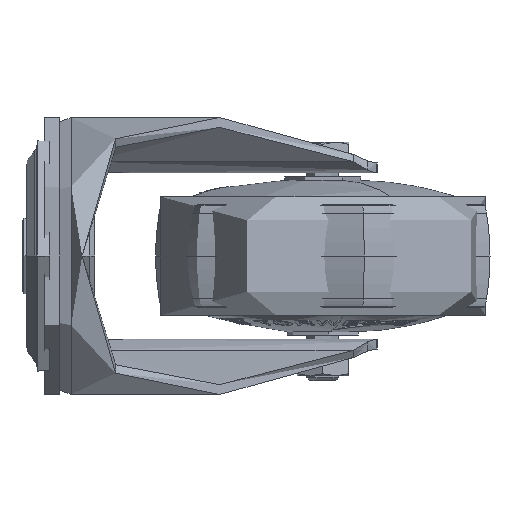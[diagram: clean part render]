
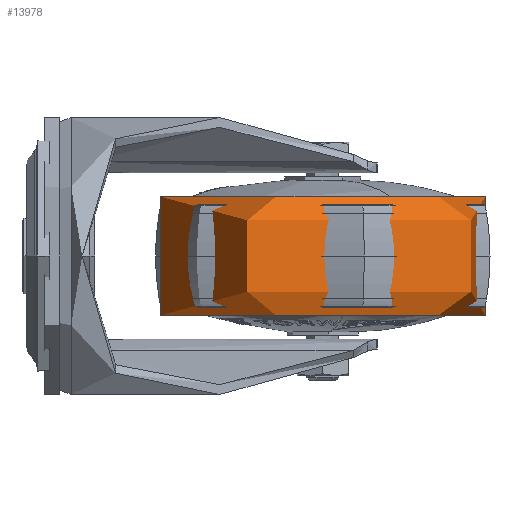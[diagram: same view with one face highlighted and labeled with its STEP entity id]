
A CAD part, left-side view. The second image highlights one B-rep face of the part: STEP entity #13978.
In plain terms, the highlighted free-form (B-spline) face has degree [3, 3] with [4, 4] control points.
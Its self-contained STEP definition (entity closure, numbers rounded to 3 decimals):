
#327 = ORIENTED_EDGE ( 'NONE', *, *, #43382, .F. ) ;
#831 = ORIENTED_EDGE ( 'NONE', *, *, #23234, .T. ) ;
#3536 = CARTESIAN_POINT ( 'NONE',  ( -54.11, -55.001, 15. ) ) ;
#4197 =( BOUNDED_CURVE ( )  B_SPLINE_CURVE ( 3, ( #9456, #38497, #8498, #23457 ),
 .UNSPECIFIED., .F., .F. ) 
 B_SPLINE_CURVE_WITH_KNOTS ( ( 4, 4 ),
 ( 0., 3.142 ),
 .UNSPECIFIED. ) 
 CURVE ( )  GEOMETRIC_REPRESENTATION_ITEM ( )  RATIONAL_B_SPLINE_CURVE ( ( 1., 0.333, 0.333, 1. ) ) 
 REPRESENTATION_ITEM ( '' )  );
#4258 = CARTESIAN_POINT ( 'NONE',  ( -60.504, -159.5, 15. ) ) ;
#6544 = CARTESIAN_POINT ( 'NONE',  ( 27.978, -34.956, 15. ) ) ;
#7094 = CARTESIAN_POINT ( 'NONE',  ( 51.699, -132.102, -15. ) ) ;
#7663 = EDGE_CURVE ( 'NONE', #35694, #39005, #14916, .T. ) ;
#8058 = AXIS2_PLACEMENT_3D ( 'NONE', #13175, #17450, #24550 ) ;
#8498 = CARTESIAN_POINT ( 'NONE',  ( 24.301, -19.898, 15. ) ) ;
#9456 = CARTESIAN_POINT ( 'NONE',  ( 27.978, -34.956, -15. ) ) ;
#10314 = CARTESIAN_POINT ( 'NONE',  ( 48.022, -117.044, 15. ) ) ;
#10387 = EDGE_CURVE ( 'NONE', #35694, #37178, #4197, .T. ) ;
#10557 =( BOUNDED_CURVE ( )  B_SPLINE_CURVE ( 3, ( #39372, #27903, #13910, #10314 ),
 .UNSPECIFIED., .F., .F. ) 
 B_SPLINE_CURVE_WITH_KNOTS ( ( 4, 4 ),
 ( 0., 3.142 ),
 .UNSPECIFIED. ) 
 CURVE ( )  GEOMETRIC_REPRESENTATION_ITEM ( )  RATIONAL_B_SPLINE_CURVE ( ( 1., 0.333, 0.333, 1. ) ) 
 REPRESENTATION_ITEM ( '' )  );
#11581 = CARTESIAN_POINT ( 'NONE',  ( 24.301, -19.898, 15. ) ) ;
#13175 = CARTESIAN_POINT ( 'NONE',  ( 38., -76., -15. ) ) ;
#13328 = CARTESIAN_POINT ( 'NONE',  ( 38., -76., 15. ) ) ;
#13664 = EDGE_LOOP ( 'NONE', ( #24893, #831, #327, #17932 ) ) ;
#13910 = CARTESIAN_POINT ( 'NONE',  ( 51.699, -132.102, 15. ) ) ;
#13978 = ADVANCED_FACE ( 'NONE', ( #45690 ), #36993, .F. ) ;
#14916 = CIRCLE ( 'NONE', #8058, 42.25 ) ;
#16679 = CARTESIAN_POINT ( 'NONE',  ( 27.978, -34.956, -15. ) ) ;
#17450 = DIRECTION ( 'NONE',  ( 0., 0., 1. ) ) ;
#17932 = ORIENTED_EDGE ( 'NONE', *, *, #10387, .F. ) ;
#18257 = CARTESIAN_POINT ( 'NONE',  ( -87.902, -47.297, -15. ) ) ;
#18499 = CARTESIAN_POINT ( 'NONE',  ( -34.066, -137.089, -15. ) ) ;
#18670 = CARTESIAN_POINT ( 'NONE',  ( 48.022, -117.044, 15. ) ) ;
#22271 = CARTESIAN_POINT ( 'NONE',  ( 24.301, -19.898, -15. ) ) ;
#22506 = CARTESIAN_POINT ( 'NONE',  ( -60.504, -159.5, -15. ) ) ;
#23234 = EDGE_CURVE ( 'NONE', #39005, #27030, #10557, .T. ) ;
#23457 = CARTESIAN_POINT ( 'NONE',  ( 27.978, -34.956, 15. ) ) ;
#24214 = DIRECTION ( 'NONE',  ( 0., 0., 1. ) ) ;
#24550 = DIRECTION ( 'NONE',  ( -0.237, 0.971, 0. ) ) ;
#24893 = ORIENTED_EDGE ( 'NONE', *, *, #7663, .T. ) ;
#25128 = CARTESIAN_POINT ( 'NONE',  ( 51.699, -132.102, 15. ) ) ;
#27030 = VERTEX_POINT ( 'NONE', #18670 ) ;
#27903 = CARTESIAN_POINT ( 'NONE',  ( 51.699, -132.102, -15. ) ) ;
#28363 = CARTESIAN_POINT ( 'NONE',  ( 48.022, -117.044, -15. ) ) ;
#29400 = CARTESIAN_POINT ( 'NONE',  ( 27.978, -34.956, -15. ) ) ;
#32522 = CARTESIAN_POINT ( 'NONE',  ( -54.11, -55.001, -15. ) ) ;
#35694 = VERTEX_POINT ( 'NONE', #16679 ) ;
#36115 = CARTESIAN_POINT ( 'NONE',  ( 27.978, -34.956, 15. ) ) ;
#36619 = CIRCLE ( 'NONE', #37388, 42.25 ) ;
#36993 =( BOUNDED_SURFACE ( )  B_SPLINE_SURFACE ( 3, 3, ( 
 ( #29400, #32522, #18499, #44223 ),
 ( #22271, #18257, #22506, #7094 ),
 ( #11581, #40623, #4258, #25128 ),
 ( #36115, #3536, #37076, #40161 ) ),
 .UNSPECIFIED., .F., .F., .F. ) 
 B_SPLINE_SURFACE_WITH_KNOTS ( ( 4, 4 ),
 ( 4, 4 ),
 ( 0., 1. ),
 ( 0., 1. ),
 .UNSPECIFIED. ) 
 GEOMETRIC_REPRESENTATION_ITEM ( )  RATIONAL_B_SPLINE_SURFACE ( (
 ( 1., 0.333, 0.333, 1.),
 ( 0.333, 0.111, 0.111, 0.333),
 ( 0.333, 0.111, 0.111, 0.333),
 ( 1., 0.333, 0.333, 1.) ) ) 
 REPRESENTATION_ITEM ( '' )  SURFACE ( )  );
#37076 = CARTESIAN_POINT ( 'NONE',  ( -34.066, -137.089, 15. ) ) ;
#37178 = VERTEX_POINT ( 'NONE', #6544 ) ;
#37388 = AXIS2_PLACEMENT_3D ( 'NONE', #13328, #24214, #39715 ) ;
#38497 = CARTESIAN_POINT ( 'NONE',  ( 24.301, -19.898, -15. ) ) ;
#39005 = VERTEX_POINT ( 'NONE', #28363 ) ;
#39372 = CARTESIAN_POINT ( 'NONE',  ( 48.022, -117.044, -15. ) ) ;
#39715 = DIRECTION ( 'NONE',  ( -0.237, 0.971, 0. ) ) ;
#40161 = CARTESIAN_POINT ( 'NONE',  ( 48.022, -117.044, 15. ) ) ;
#40623 = CARTESIAN_POINT ( 'NONE',  ( -87.902, -47.297, 15. ) ) ;
#43382 = EDGE_CURVE ( 'NONE', #37178, #27030, #36619, .T. ) ;
#44223 = CARTESIAN_POINT ( 'NONE',  ( 48.022, -117.044, -15. ) ) ;
#45690 = FACE_OUTER_BOUND ( 'NONE', #13664, .T. ) ;
